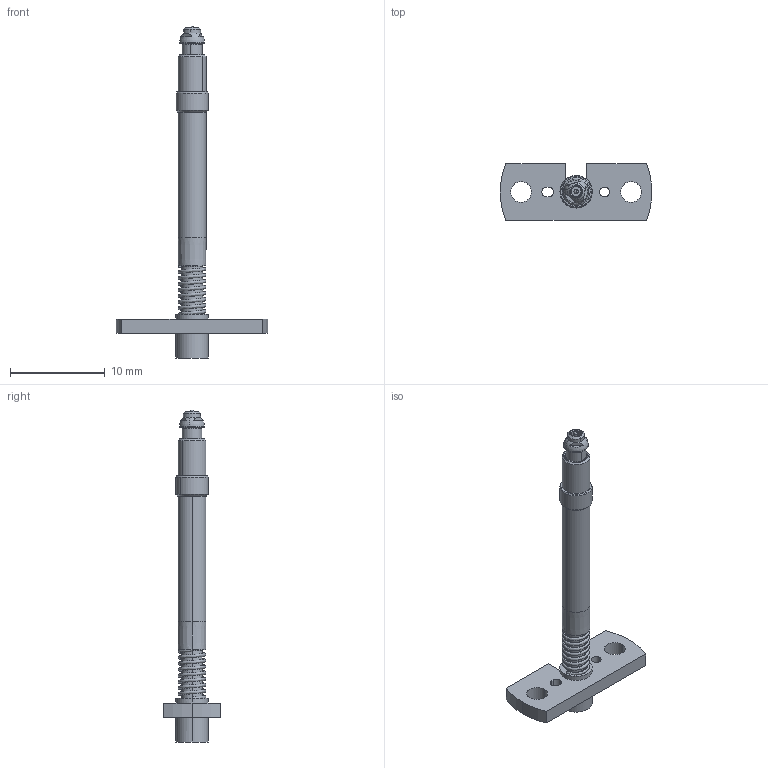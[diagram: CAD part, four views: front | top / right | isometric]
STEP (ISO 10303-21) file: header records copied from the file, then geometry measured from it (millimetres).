
FILE_DESCRIPTION (( 'STEP AP214' ), '1' );
FILE_NAME ('MOD-1051503-HF77-0004BG01-1.STEP', '2022-06-01T06:59:03', ( '' ), ( '' ), 'SwSTEP 2.0', 'SolidWorks 2020', '' );
FILE_SCHEMA (( 'AUTOMOTIVE_DESIGN' ));
Length unit declared in the file: millimetre
Products named in the file (1): MOD-1051503-HF77-0004BG01-1
Bounding box: 15.98 x 6 x 35 mm (x, y, z)
Volume: 329.2 mm3; surface area: 656.9 mm2
Topology: 1 solids, 1 shells, 115 faces, 269 edges, 162 vertices
Faces by surface type: cylinder 49, plane 30, cone 28, sphere 4, torus 2, bspline 2
Entity records: 5464 total; most frequent: CARTESIAN_POINT 2383, DIRECTION 635, ORIENTED_EDGE 532, EDGE_CURVE 266, AXIS2_PLACEMENT_3D 263, VERTEX_POINT 161, CIRCLE 149, EDGE_LOOP 133
